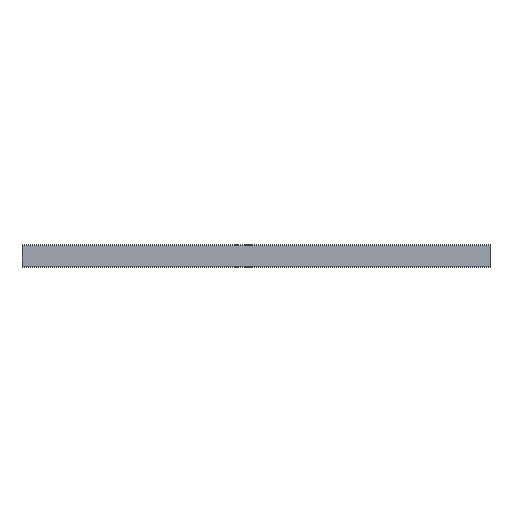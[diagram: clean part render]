
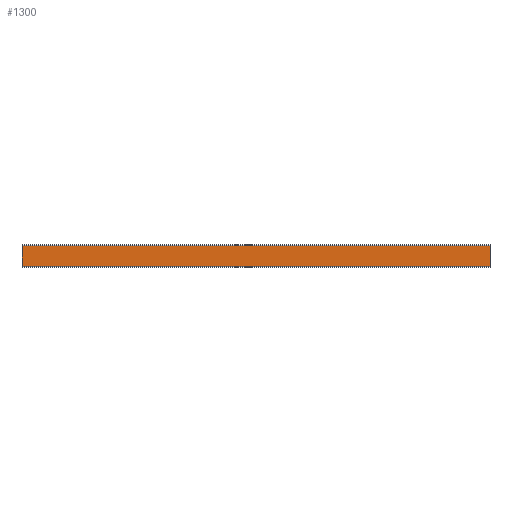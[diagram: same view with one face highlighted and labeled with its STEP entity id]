
A CAD part, top view. The second image highlights one B-rep face of the part: STEP entity #1300.
In plain terms, the highlighted planar face has unit normal (0, 0, 1).
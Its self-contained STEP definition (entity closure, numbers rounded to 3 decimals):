
#172=FACE_OUTER_BOUND('',#238,.T.);
#238=EDGE_LOOP('',(#1056,#1057,#1058,#1059));
#364=LINE('',#2181,#492);
#365=LINE('',#2184,#493);
#366=LINE('',#2186,#494);
#367=LINE('',#2187,#495);
#492=VECTOR('',#1790,1.);
#493=VECTOR('',#1793,1.);
#494=VECTOR('',#1794,1.);
#495=VECTOR('',#1795,1.);
#620=VERTEX_POINT('',#2177);
#621=VERTEX_POINT('',#2179);
#622=VERTEX_POINT('',#2183);
#623=VERTEX_POINT('',#2185);
#806=EDGE_CURVE('',#620,#621,#364,.T.);
#807=EDGE_CURVE('',#622,#620,#365,.T.);
#808=EDGE_CURVE('',#623,#621,#366,.T.);
#809=EDGE_CURVE('',#622,#623,#367,.T.);
#1056=ORIENTED_EDGE('',*,*,#807,.T.);
#1057=ORIENTED_EDGE('',*,*,#806,.T.);
#1058=ORIENTED_EDGE('',*,*,#808,.F.);
#1059=ORIENTED_EDGE('',*,*,#809,.F.);
#1237=PLANE('',#1426);
#1300=ADVANCED_FACE('',(#172),#1237,.T.);
#1426=AXIS2_PLACEMENT_3D('',#2182,#1791,#1792);
#1790=DIRECTION('',(1.,0.,0.));
#1791=DIRECTION('center_axis',(0.,0.,1.));
#1792=DIRECTION('ref_axis',(0.,-1.,0.));
#1793=DIRECTION('',(0.,-1.,0.));
#1794=DIRECTION('',(0.,-1.,0.));
#1795=DIRECTION('',(1.,0.,0.));
#2177=CARTESIAN_POINT('',(0.,4.5,50.));
#2179=CARTESIAN_POINT('',(2000.,4.5,50.));
#2181=CARTESIAN_POINT('',(0.,4.5,50.));
#2182=CARTESIAN_POINT('Origin',(0.,90.5,50.));
#2183=CARTESIAN_POINT('',(0.,90.5,50.));
#2184=CARTESIAN_POINT('',(0.,90.5,50.));
#2185=CARTESIAN_POINT('',(2000.,90.5,50.));
#2186=CARTESIAN_POINT('',(2000.,90.5,50.));
#2187=CARTESIAN_POINT('',(0.,90.5,50.));
